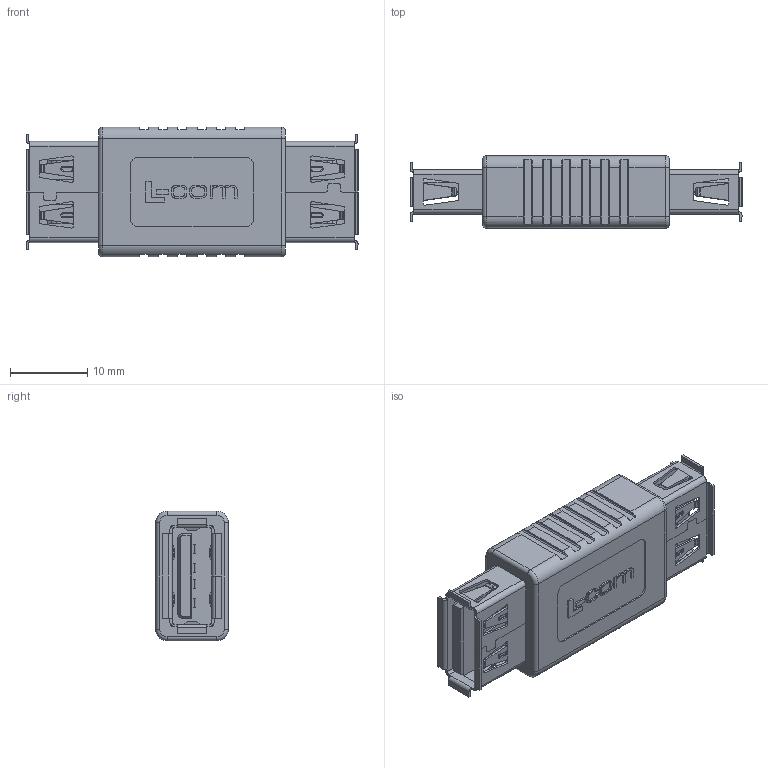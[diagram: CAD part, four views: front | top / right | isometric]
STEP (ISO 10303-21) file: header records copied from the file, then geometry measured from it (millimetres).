
FILE_DESCRIPTION (( 'STEP AP214' ), '1' );
FILE_NAME ('U2C00049.STEP', '2019-01-18T19:49:11', ( '' ), ( '' ), 'SwSTEP 2.0', 'SolidWorks 2017', '' );
FILE_SCHEMA (( 'AUTOMOTIVE_DESIGN' ));
Length unit declared in the file: millimetre
Products named in the file (4): MTN-1088; MTN-1089; U2C00049; 1AA05-069___
Assembly tree (4 placements, depth 2):
  U2C00049
    1AA05-069___  x2
    MTN-1089
    MTN-1088
Bounding box: 43 x 9.4 x 16.8 mm (x, y, z)
Volume: 5972.4 mm3; surface area: 5049.2 mm2
Topology: 12 solids, 12 shells, 1112 faces, 3069 edges, 1980 vertices
Faces by surface type: plane 622, cylinder 370, torus 76, bspline 40, cone 4
Entity records: 22291 total; most frequent: CARTESIAN_POINT 4948, ORIENTED_EDGE 3742, DIRECTION 3431, EDGE_CURVE 1871, VERTEX_POINT 1217, VECTOR 1215, LINE 1215, AXIS2_PLACEMENT_3D 1108
